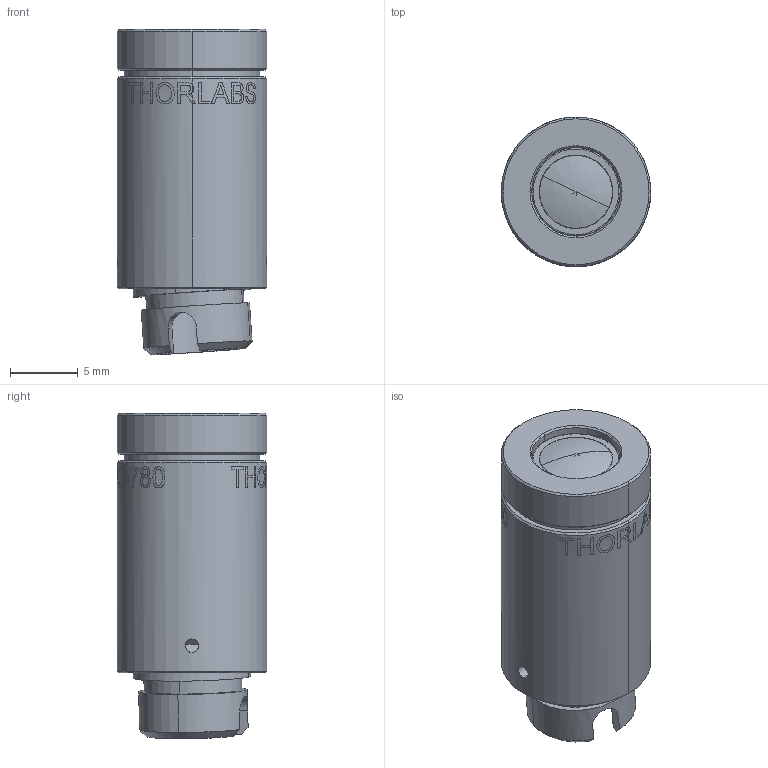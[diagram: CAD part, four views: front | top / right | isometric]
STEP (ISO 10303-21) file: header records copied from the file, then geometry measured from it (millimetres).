
FILE_DESCRIPTION (( 'STEP AP203' ), '1' );
FILE_NAME ('TTN030703-E0W.STEP', '2014-09-19T17:00:15', ( 'admin' ), ( '' ), 'SwSTEP 2.0', 'SolidWorks 2014', '' );
FILE_SCHEMA (( 'CONFIG_CONTROL_DESIGN' ));
Length unit declared in the file: millimetre
Products named in the file (1): TTN030703-E0W
Bounding box: 11 x 11 x 23.94 mm (x, y, z)
Volume: 1145.5 mm3; surface area: 2014.6 mm2
Topology: 4 solids, 4 shells, 132 faces, 455 edges, 367 vertices
Faces by surface type: cylinder 75, cone 27, plane 20, bspline 10
Entity records: 8208 total; most frequent: CARTESIAN_POINT 4263, ORIENTED_EDGE 902, DIRECTION 683, EDGE_CURVE 451, VERTEX_POINT 367, AXIS2_PLACEMENT_3D 286, EDGE_LOOP 182, B_SPLINE_CURVE_WITH_KNOTS 166
